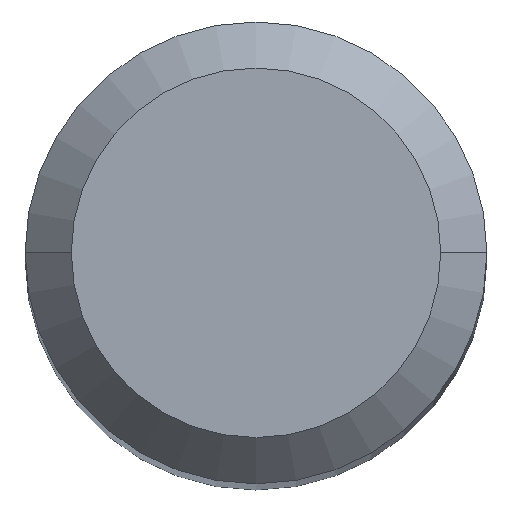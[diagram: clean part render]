
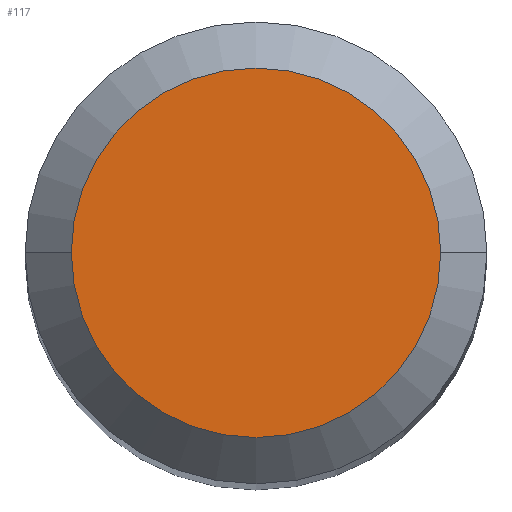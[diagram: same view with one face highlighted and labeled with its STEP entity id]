
A CAD part, top view. The second image highlights one B-rep face of the part: STEP entity #117.
In plain terms, the highlighted planar face has unit normal (0, 0, 1).
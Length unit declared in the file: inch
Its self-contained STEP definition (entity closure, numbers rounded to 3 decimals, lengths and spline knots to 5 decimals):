
#17 = CIRCLE ( 'NONE', #330, 0.05 ) ;
#67 = EDGE_CURVE ( 'NONE', #389, #471, #17, .T. ) ;
#70 = CARTESIAN_POINT ( 'NONE',  ( 0., 0., 0. ) ) ;
#85 = CIRCLE ( 'NONE', #109, 0.05 ) ;
#88 = CARTESIAN_POINT ( 'NONE',  ( 0.05, 0., 0. ) ) ;
#98 = CARTESIAN_POINT ( 'NONE',  ( 0., 0., 0. ) ) ;
#109 = AXIS2_PLACEMENT_3D ( 'NONE', #196, #116, #125 ) ;
#116 = DIRECTION ( 'NONE',  ( 0., 0., 1. ) ) ;
#117 = ADVANCED_FACE ( 'NONE', ( #489 ), #412, .F. ) ;
#125 = DIRECTION ( 'NONE',  ( 1., 0., 0. ) ) ;
#152 = DIRECTION ( 'NONE',  ( 0., 0., -1. ) ) ;
#196 = CARTESIAN_POINT ( 'NONE',  ( 0., 0., 0. ) ) ;
#224 = DIRECTION ( 'NONE',  ( -1., 0., 0. ) ) ;
#228 = AXIS2_PLACEMENT_3D ( 'NONE', #70, #152, #224 ) ;
#231 = DIRECTION ( 'NONE',  ( 1., 0., 0. ) ) ;
#236 = EDGE_CURVE ( 'NONE', #471, #389, #85, .T. ) ;
#263 = DIRECTION ( 'NONE',  ( 0., 0., 1. ) ) ;
#314 = ORIENTED_EDGE ( 'NONE', *, *, #67, .T. ) ;
#330 = AXIS2_PLACEMENT_3D ( 'NONE', #98, #263, #231 ) ;
#352 = CARTESIAN_POINT ( 'NONE',  ( -0.05, 0., 0. ) ) ;
#367 = EDGE_LOOP ( 'NONE', ( #314, #422 ) ) ;
#389 = VERTEX_POINT ( 'NONE', #352 ) ;
#412 = PLANE ( 'NONE',  #228 ) ;
#422 = ORIENTED_EDGE ( 'NONE', *, *, #236, .T. ) ;
#471 = VERTEX_POINT ( 'NONE', #88 ) ;
#489 = FACE_OUTER_BOUND ( 'NONE', #367, .T. ) ;
